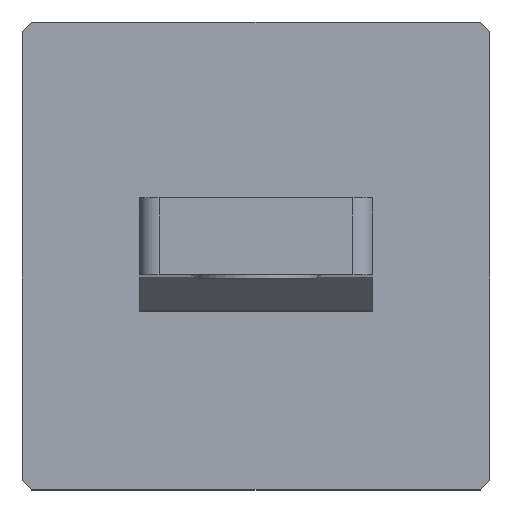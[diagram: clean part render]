
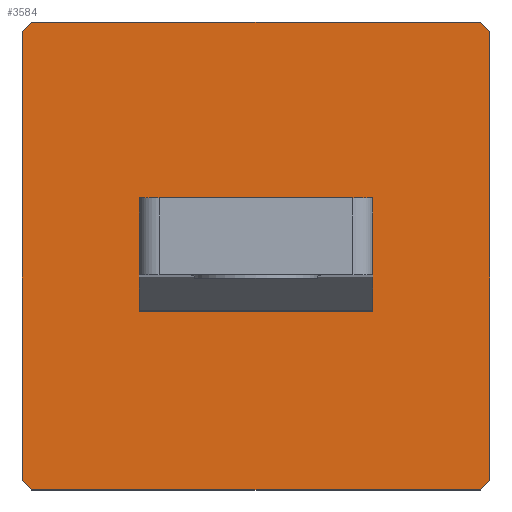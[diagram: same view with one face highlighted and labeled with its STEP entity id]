
A CAD part, top view. The second image highlights one B-rep face of the part: STEP entity #3584.
In plain terms, the highlighted planar face has unit normal (0, 0, 1).
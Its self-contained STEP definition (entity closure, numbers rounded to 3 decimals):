
#34=DIRECTION('',(1.,0.,0.));
#35=VECTOR('',#34,35.);
#36=CARTESIAN_POINT('',(-17.5,-8.25,0.));
#37=LINE('',#36,#35);
#58=DIRECTION('',(0.,1.,0.));
#59=VECTOR('',#58,16.5);
#60=CARTESIAN_POINT('',(-17.5,-8.25,0.));
#61=LINE('',#60,#59);
#74=CARTESIAN_POINT('',(0.,0.,0.));
#75=DIRECTION('',(0.,0.,1.));
#76=DIRECTION('',(0.722,0.692,0.));
#77=AXIS2_PLACEMENT_3D('',#74,#75,#76);
#79=DIRECTION('',(0.,1.,0.));
#80=VECTOR('',#79,67.149);
#81=CARTESIAN_POINT('',(35.,-33.575,0.));
#82=LINE('',#81,#80);
#83=CARTESIAN_POINT('',(0.,0.,0.));
#84=DIRECTION('',(0.,0.,1.));
#85=DIRECTION('',(0.692,-0.722,0.));
#86=AXIS2_PLACEMENT_3D('',#83,#84,#85);
#88=DIRECTION('',(1.,0.,0.));
#89=VECTOR('',#88,67.149);
#90=CARTESIAN_POINT('',(-33.575,-35.,0.));
#91=LINE('',#90,#89);
#92=CARTESIAN_POINT('',(0.,0.,0.));
#93=DIRECTION('',(0.,0.,1.));
#94=DIRECTION('',(-0.722,-0.692,0.));
#95=AXIS2_PLACEMENT_3D('',#92,#93,#94);
#97=DIRECTION('',(0.,-1.,0.));
#98=VECTOR('',#97,67.149);
#99=CARTESIAN_POINT('',(-35.,33.575,0.));
#100=LINE('',#99,#98);
#101=CARTESIAN_POINT('',(0.,0.,0.));
#102=DIRECTION('',(0.,0.,1.));
#103=DIRECTION('',(-0.692,0.722,0.));
#104=AXIS2_PLACEMENT_3D('',#101,#102,#103);
#106=DIRECTION('',(-1.,0.,0.));
#107=VECTOR('',#106,67.149);
#108=CARTESIAN_POINT('',(33.575,35.,0.));
#109=LINE('',#108,#107);
#2102=DIRECTION('',(0.,1.,0.));
#2103=VECTOR('',#2102,16.5);
#2104=CARTESIAN_POINT('',(17.5,-8.25,0.));
#2105=LINE('',#2104,#2103);
#2154=DIRECTION('',(1.,0.,0.));
#2155=VECTOR('',#2154,35.);
#2156=CARTESIAN_POINT('',(-17.5,8.25,0.));
#2157=LINE('',#2156,#2155);
#2978=CARTESIAN_POINT('',(35.,33.575,0.));
#2979=CARTESIAN_POINT('',(33.575,35.,0.));
#2980=VERTEX_POINT('',#2978);
#2981=VERTEX_POINT('',#2979);
#2982=CARTESIAN_POINT('',(-33.575,35.,0.));
#2983=CARTESIAN_POINT('',(-35.,33.575,0.));
#2984=VERTEX_POINT('',#2982);
#2985=VERTEX_POINT('',#2983);
#2986=CARTESIAN_POINT('',(-35.,-33.575,0.));
#2987=CARTESIAN_POINT('',(-33.575,-35.,0.));
#2988=VERTEX_POINT('',#2986);
#2989=VERTEX_POINT('',#2987);
#2990=CARTESIAN_POINT('',(33.575,-35.,0.));
#2991=CARTESIAN_POINT('',(35.,-33.575,0.));
#2992=VERTEX_POINT('',#2990);
#2993=VERTEX_POINT('',#2991);
#3034=CARTESIAN_POINT('',(-17.5,-8.25,0.));
#3035=CARTESIAN_POINT('',(17.5,-8.25,0.));
#3036=VERTEX_POINT('',#3034);
#3037=VERTEX_POINT('',#3035);
#3038=CARTESIAN_POINT('',(-17.5,8.25,0.));
#3039=CARTESIAN_POINT('',(17.5,8.25,0.));
#3040=VERTEX_POINT('',#3038);
#3041=VERTEX_POINT('',#3039);
#3553=CARTESIAN_POINT('',(0.,0.,0.));
#3554=DIRECTION('',(0.,0.,1.));
#3555=DIRECTION('',(-1.,0.,0.));
#3556=AXIS2_PLACEMENT_3D('',#3553,#3554,#3555);
#3557=PLANE('',#3556);
#3559=ORIENTED_EDGE('',*,*,#3558,.F.);
#3561=ORIENTED_EDGE('',*,*,#3560,.F.);
#3563=ORIENTED_EDGE('',*,*,#3562,.F.);
#3565=ORIENTED_EDGE('',*,*,#3564,.F.);
#3567=ORIENTED_EDGE('',*,*,#3566,.F.);
#3569=ORIENTED_EDGE('',*,*,#3568,.F.);
#3571=ORIENTED_EDGE('',*,*,#3570,.F.);
#3573=ORIENTED_EDGE('',*,*,#3572,.F.);
#3574=EDGE_LOOP('',(#3559,#3561,#3563,#3565,#3567,#3569,#3571,#3573));
#3575=FACE_OUTER_BOUND('',#3574,.F.);
#3576=ORIENTED_EDGE('',*,*,#3503,.T.);
#3578=ORIENTED_EDGE('',*,*,#3577,.T.);
#3580=ORIENTED_EDGE('',*,*,#3579,.F.);
#3581=ORIENTED_EDGE('',*,*,#3532,.F.);
#3582=EDGE_LOOP('',(#3576,#3578,#3580,#3581));
#3583=FACE_BOUND('',#3582,.F.);
#3584=ADVANCED_FACE('',(#3575,#3583),#3557,.T.);
#78=CIRCLE('',#77,48.5);
#87=CIRCLE('',#86,48.5);
#96=CIRCLE('',#95,48.5);
#105=CIRCLE('',#104,48.5);
#3503=EDGE_CURVE('',#3036,#3037,#37,.T.);
#3532=EDGE_CURVE('',#3036,#3040,#61,.T.);
#3558=EDGE_CURVE('',#2980,#2981,#78,.T.);
#3560=EDGE_CURVE('',#2993,#2980,#82,.T.);
#3562=EDGE_CURVE('',#2992,#2993,#87,.T.);
#3564=EDGE_CURVE('',#2989,#2992,#91,.T.);
#3566=EDGE_CURVE('',#2988,#2989,#96,.T.);
#3568=EDGE_CURVE('',#2985,#2988,#100,.T.);
#3570=EDGE_CURVE('',#2984,#2985,#105,.T.);
#3572=EDGE_CURVE('',#2981,#2984,#109,.T.);
#3577=EDGE_CURVE('',#3037,#3041,#2105,.T.);
#3579=EDGE_CURVE('',#3040,#3041,#2157,.T.);
